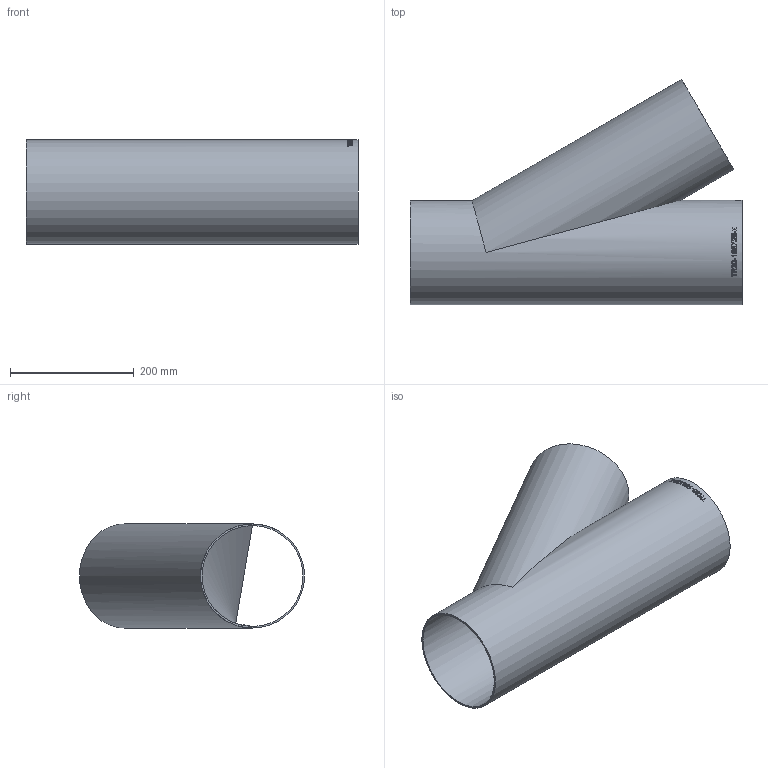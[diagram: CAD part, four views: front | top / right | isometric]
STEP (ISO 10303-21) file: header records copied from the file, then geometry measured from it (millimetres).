
FILE_DESCRIPTION (( 'STEP AP214' ), '1' );
FILE_NAME ('TR30-168X26-x T-Stück 30° Ø168,3 L537 1911.STEP', '2019-11-22T08:30:39', ( '' ), ( '' ), 'SwSTEP 2.0', 'SolidWorks 2016', '' );
FILE_SCHEMA (( 'AUTOMOTIVE_DESIGN' ));
Length unit declared in the file: millimetre
Products named in the file (1): TR30-168X26-x T-Stück 30° Ø168,3 L537   1911
Bounding box: 537 x 364.05 x 168.3 mm (x, y, z)
Volume: 1001542.8 mm3; surface area: 774530.1 mm2
Topology: 1 solids, 1 shells, 188 faces, 507 edges, 338 vertices
Faces by surface type: bspline 120, plane 44, cylinder 24
Full cylindrical faces by diameter (mm): 163.1 x2, 168.3 x2
Entity records: 29541 total; most frequent: CARTESIAN_POINT 23993, ORIENTED_EDGE 986, EDGE_CURVE 493, B_SPLINE_CURVE_WITH_KNOTS 374, VERTEX_POINT 332, DIRECTION 309, EDGE_LOOP 215, FACE_OUTER_BOUND 191
